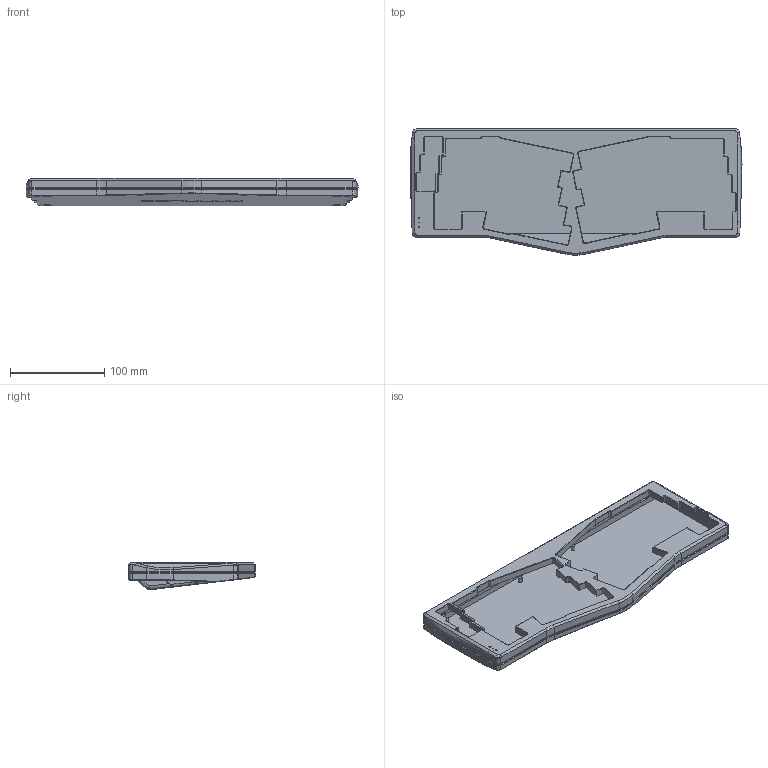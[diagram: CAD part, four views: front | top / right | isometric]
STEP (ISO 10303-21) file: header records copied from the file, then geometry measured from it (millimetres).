
FILE_DESCRIPTION(/* description */ (''),/* implementation_level */ '2;1');
FILE_NAME(/* name */ 'mafialice1.1 v7 noplate.step',/* time_stamp */ '2022-03-10T14:19:58-05:00',/* author */ (''),/* organization */ (''),/* preprocessor_version */ 'ST-DEVELOPER v18.1',/* originating_system */ 'Autodesk Translation Framework v10.13.0.1454',/* authorisation */ '');
FILE_SCHEMA (('AUTOMOTIVE_DESIGN { 1 0 10303 214 3 1 1 }'));
Length unit declared in the file: millimetre
Products named in the file (1): mafialice1.1
Bounding box: 352.7 x 133.93 x 29.2 mm (x, y, z)
Volume: 386648.8 mm3; surface area: 150211 mm2
Topology: 2 solids, 2 shells, 934 faces, 2373 edges, 1487 vertices
Faces by surface type: plane 444, cylinder 253, cone 124, bspline 111, sphere 2
Full cylindrical faces by diameter (mm): 1 x3, 2.529 x16, 3 x8, 4 x5, 5.7 x8, 8.5 x4
Entity records: 29734 total; most frequent: CARTESIAN_POINT 7497, ORIENTED_EDGE 4730, DIRECTION 4406, EDGE_CURVE 2365, LINE 1516, VECTOR 1516, VERTEX_POINT 1487, AXIS2_PLACEMENT_3D 1445
